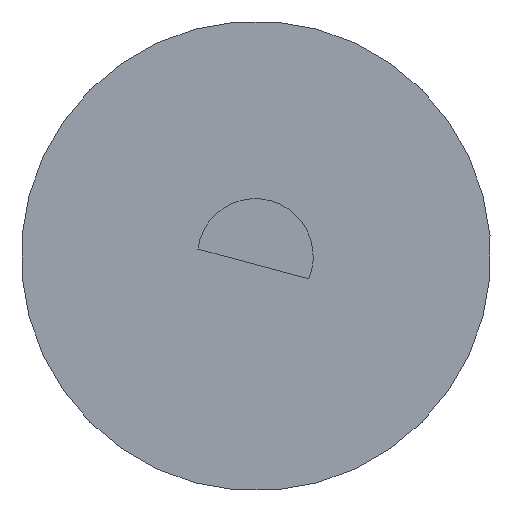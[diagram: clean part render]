
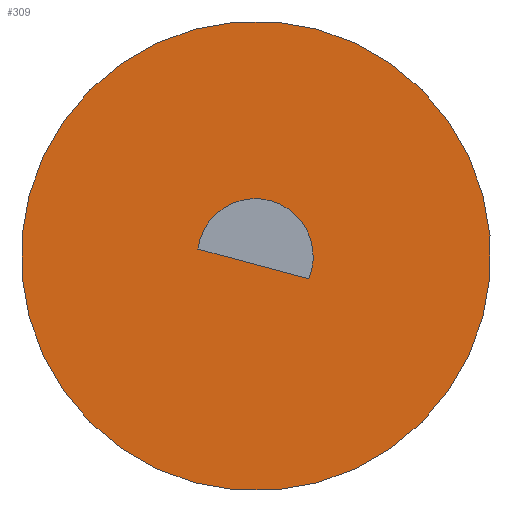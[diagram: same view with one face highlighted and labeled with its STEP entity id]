
A CAD part, front view. The second image highlights one B-rep face of the part: STEP entity #309.
In plain terms, the highlighted planar face has unit normal (0, -1, 0).
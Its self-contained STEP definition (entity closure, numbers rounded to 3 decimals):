
#21=FACE_BOUND('',#70,.T.);
#33=CIRCLE('',#345,1.85);
#35=CIRCLE('',#349,7.5);
#49=FACE_OUTER_BOUND('',#69,.T.);
#69=EDGE_LOOP('',(#257));
#70=EDGE_LOOP('',(#258,#259));
#79=LINE('',#454,#110);
#110=VECTOR('',#364,10.);
#141=VERTEX_POINT('',#451);
#142=VERTEX_POINT('',#453);
#163=VERTEX_POINT('',#517);
#167=EDGE_CURVE('',#142,#141,#79,.T.);
#193=EDGE_CURVE('',#141,#142,#33,.T.);
#198=EDGE_CURVE('',#163,#163,#35,.T.);
#257=ORIENTED_EDGE('',*,*,#198,.T.);
#258=ORIENTED_EDGE('',*,*,#193,.T.);
#259=ORIENTED_EDGE('',*,*,#167,.T.);
#291=PLANE('',#350);
#309=ADVANCED_FACE('',(#49,#21),#291,.T.);
#345=AXIS2_PLACEMENT_3D('',#507,#415,#416);
#349=AXIS2_PLACEMENT_3D('',#518,#426,#427);
#350=AXIS2_PLACEMENT_3D('',#520,#429,#430);
#364=DIRECTION('',(-1.,0.,0.));
#415=DIRECTION('center_axis',(0.,1.,0.));
#416=DIRECTION('ref_axis',(0.,0.,-1.));
#426=DIRECTION('center_axis',(0.,-1.,0.));
#427=DIRECTION('ref_axis',(1.,0.,0.));
#429=DIRECTION('center_axis',(0.,-1.,0.));
#430=DIRECTION('ref_axis',(1.,0.,0.));
#451=CARTESIAN_POINT('',(3.15,11.,27.734));
#453=CARTESIAN_POINT('',(6.818,11.,27.734));
#454=CARTESIAN_POINT('',(4.984,11.,27.734));
#507=CARTESIAN_POINT('Origin',(4.984,11.,27.976));
#517=CARTESIAN_POINT('',(-2.5,11.,28.));
#518=CARTESIAN_POINT('Origin',(5.,11.,28.));
#520=CARTESIAN_POINT('Origin',(5.,11.,28.));
